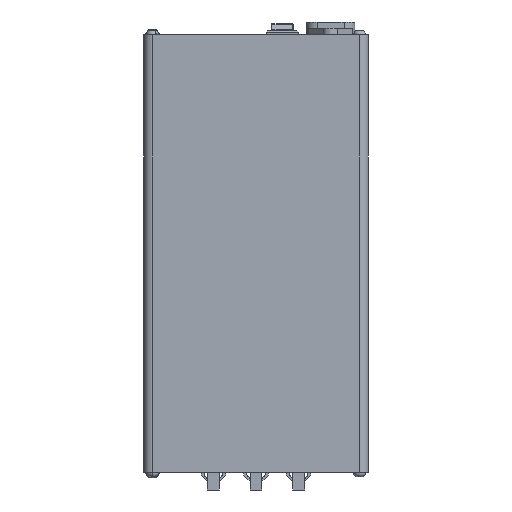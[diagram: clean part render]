
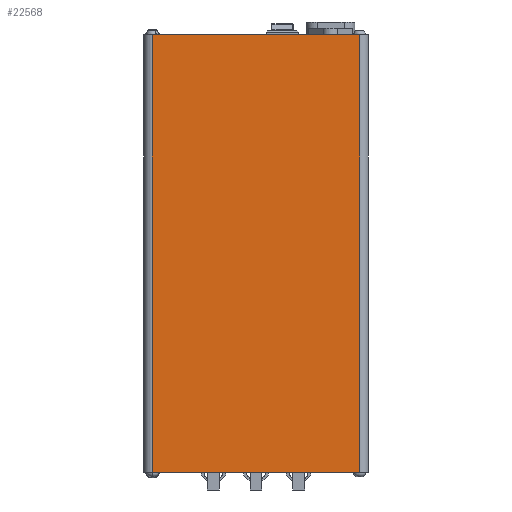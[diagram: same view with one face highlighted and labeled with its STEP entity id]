
A CAD part, front view. The second image highlights one B-rep face of the part: STEP entity #22568.
In plain terms, the highlighted planar face has unit normal (0, -1, 0).
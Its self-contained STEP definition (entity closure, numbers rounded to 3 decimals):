
#872 = AXIS2_PLACEMENT_3D ( 'NONE', #1798, #1809, #1810 ) ;
#1798 = CARTESIAN_POINT ( 'NONE',  ( 57.742, -13.968, 63.493 ) ) ;
#1805 = FACE_OUTER_BOUND ( 'NONE', #6994, .T. ) ;
#1806 = PLANE ( 'NONE',  #872 ) ;
#1809 = DIRECTION ( 'NONE',  ( 0., 1., 0. ) ) ;
#1810 = DIRECTION ( 'NONE',  ( -1., 0., 0. ) ) ;
#3513 = EDGE_CURVE ( 'NONE', #21121, #21355, #11029, .T. ) ;
#3516 = EDGE_CURVE ( 'NONE', #21399, #21345, #11044, .T. ) ;
#6994 = EDGE_LOOP ( 'NONE', ( #9313, #9315, #9317, #9319 ) ) ;
#7237 = EDGE_CURVE ( 'NONE', #21121, #21399, #15407, .T. ) ;
#8599 = EDGE_CURVE ( 'NONE', #21355, #21345, #25259, .T. ) ;
#9313 = ORIENTED_EDGE ( 'NONE', *, *, #8599, .T. ) ;
#9315 = ORIENTED_EDGE ( 'NONE', *, *, #3516, .F. ) ;
#9317 = ORIENTED_EDGE ( 'NONE', *, *, #7237, .F. ) ;
#9319 = ORIENTED_EDGE ( 'NONE', *, *, #3513, .T. ) ;
#11029 = LINE ( 'NONE', #11037, #14276 ) ;
#11037 = CARTESIAN_POINT ( 'NONE',  ( 13.5, -13.968, 63.493 ) ) ;
#11039 = DIRECTION ( 'NONE',  ( 0., 0., -1. ) ) ;
#11044 = LINE ( 'NONE', #11045, #14274 ) ;
#11045 = CARTESIAN_POINT ( 'NONE',  ( 110.5, -13.968, 63.493 ) ) ;
#11046 = DIRECTION ( 'NONE',  ( 0., 0., -1. ) ) ;
#14274 = VECTOR ( 'NONE', #11046, 1000. ) ;
#14276 = VECTOR ( 'NONE', #11039, 1000. ) ;
#15407 = LINE ( 'NONE', #15408, #15557 ) ;
#15408 = CARTESIAN_POINT ( 'NONE',  ( 13.5, -13.968, 65.493 ) ) ;
#15409 = DIRECTION ( 'NONE',  ( 1., 0., 0. ) ) ;
#15557 = VECTOR ( 'NONE', #15409, 1000. ) ;
#21121 = VERTEX_POINT ( 'NONE', #29790 ) ;
#21345 = VERTEX_POINT ( 'NONE', #30014 ) ;
#21355 = VERTEX_POINT ( 'NONE', #30024 ) ;
#21399 = VERTEX_POINT ( 'NONE', #30068 ) ;
#22568 = ADVANCED_FACE ( 'NONE', ( #1805 ), #1806, .F. ) ;
#23758 = VECTOR ( 'NONE', #25275, 1000. ) ;
#25259 = LINE ( 'NONE', #25274, #23758 ) ;
#25274 = CARTESIAN_POINT ( 'NONE',  ( 13.5, -13.968, -139.507 ) ) ;
#25275 = DIRECTION ( 'NONE',  ( 1., 0., 0. ) ) ;
#29790 = CARTESIAN_POINT ( 'NONE',  ( 13.5, -13.968, 65.493 ) ) ;
#30014 = CARTESIAN_POINT ( 'NONE',  ( 110.5, -13.968, -139.507 ) ) ;
#30024 = CARTESIAN_POINT ( 'NONE',  ( 13.5, -13.968, -139.507 ) ) ;
#30068 = CARTESIAN_POINT ( 'NONE',  ( 110.5, -13.968, 65.493 ) ) ;
